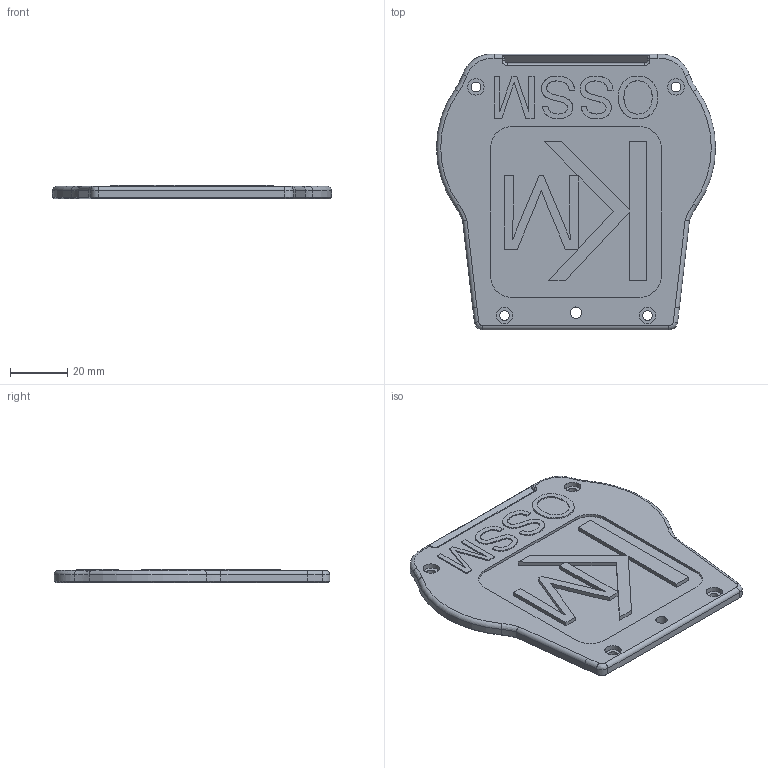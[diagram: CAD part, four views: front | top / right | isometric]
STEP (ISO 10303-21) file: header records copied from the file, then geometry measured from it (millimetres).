
FILE_DESCRIPTION(/* description */ ('','CAx-IF Rec.Pracs.---Representation and Presentation of Product Manufacturing Information (PMI)---4.0---2014-10-13'),/* implementation_level */ '2;1');
FILE_NAME(/* name */ 'OSSM - Actuator_Body - Cover_Body - Cover_step.stp',/* time_stamp */ '2025-02-03T22:38:18-05:00',/* author */ (''),/* organization */ (''),/* preprocessor_version */ 'ST-DEVELOPER v20',/* originating_system */ 'Autodesk Translation Framework v13.20.0.188',/* authorisation */ '');
FILE_SCHEMA (('AP242_MANAGED_MODEL_BASED_3D_ENGINEERING_MIM_LF { 1 0 10303 442 1 1 4 }'));
Length unit declared in the file: millimetre
Products named in the file (1): Body - Cover
Bounding box: 97.67 x 96.49 x 4.7 mm (x, y, z)
Volume: 31704 mm3; surface area: 18609.2 mm2
Topology: 1 solids, 1 shells, 235 faces, 625 edges, 404 vertices
Faces by surface type: bspline 120, plane 83, cylinder 24, torus 4, cone 4
Full cylindrical faces by diameter (mm): 3.3 x4, 4 x1, 5.7 x4
Entity records: 9354 total; most frequent: CARTESIAN_POINT 4112, ORIENTED_EDGE 1250, DIRECTION 687, EDGE_CURVE 625, VERTEX_POINT 404, LINE 331, VECTOR 331, EDGE_LOOP 257
